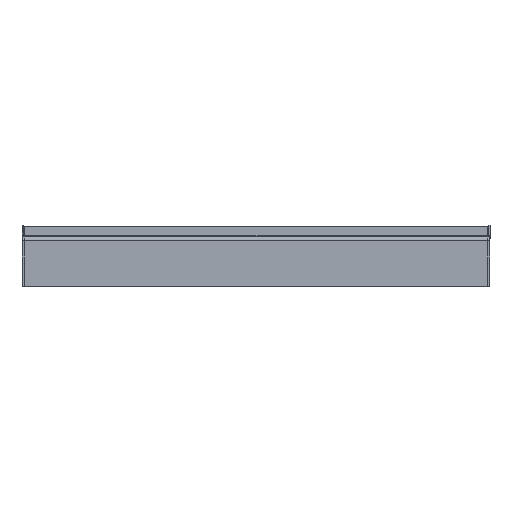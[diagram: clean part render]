
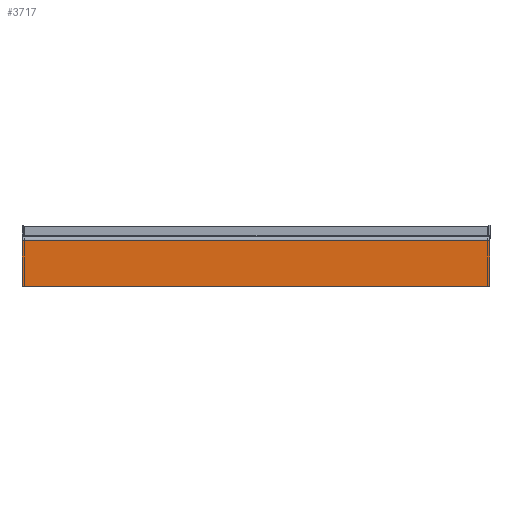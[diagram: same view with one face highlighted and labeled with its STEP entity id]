
A CAD part, top view. The second image highlights one B-rep face of the part: STEP entity #3717.
In plain terms, the highlighted planar face has unit normal (0, 0, 1).
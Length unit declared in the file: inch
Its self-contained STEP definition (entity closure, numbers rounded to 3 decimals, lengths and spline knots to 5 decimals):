
#78 = VECTOR ( 'NONE', #4013, 39.37008 ) ;
#349 = VECTOR ( 'NONE', #4990, 39.37008 ) ;
#703 = DIRECTION ( 'NONE',  ( 0., 0., 1. ) ) ;
#742 = EDGE_CURVE ( 'NONE', #874, #9481, #6418, .T. ) ;
#825 = ORIENTED_EDGE ( 'NONE', *, *, #6541, .T. ) ;
#874 = VERTEX_POINT ( 'NONE', #8618 ) ;
#975 = ORIENTED_EDGE ( 'NONE', *, *, #3650, .T. ) ;
#1237 = CARTESIAN_POINT ( 'NONE',  ( 20.96651, 0., 17. ) ) ;
#1357 = CARTESIAN_POINT ( 'NONE',  ( -20.96651, 0., 17. ) ) ;
#1767 = CARTESIAN_POINT ( 'NONE',  ( 20.875, -0.375, 17. ) ) ;
#2013 = ORIENTED_EDGE ( 'NONE', *, *, #742, .T. ) ;
#2130 = CARTESIAN_POINT ( 'NONE',  ( -20.96651, -4.5, 17. ) ) ;
#2541 = AXIS2_PLACEMENT_3D ( 'NONE', #3531, #703, #5021 ) ;
#2909 = VERTEX_POINT ( 'NONE', #5871 ) ;
#3477 = VECTOR ( 'NONE', #8723, 39.37008 ) ;
#3531 = CARTESIAN_POINT ( 'NONE',  ( 0., 0., 17. ) ) ;
#3650 = EDGE_CURVE ( 'NONE', #8779, #2909, #7621, .T. ) ;
#3717 = ADVANCED_FACE ( 'NONE', ( #7896 ), #9288, .T. ) ;
#4013 = DIRECTION ( 'NONE',  ( 0., 1., 0. ) ) ;
#4685 = DIRECTION ( 'NONE',  ( 1., 0., 0. ) ) ;
#4990 = DIRECTION ( 'NONE',  ( 0., -1., 0. ) ) ;
#5021 = DIRECTION ( 'NONE',  ( 1., 0., 0. ) ) ;
#5444 = LINE ( 'NONE', #1767, #8519 ) ;
#5871 = CARTESIAN_POINT ( 'NONE',  ( 20.96651, -0.375, 17. ) ) ;
#5940 = LINE ( 'NONE', #8872, #3477 ) ;
#6298 = EDGE_CURVE ( 'NONE', #874, #2909, #5444, .T. ) ;
#6401 = EDGE_LOOP ( 'NONE', ( #8308, #2013, #825, #975 ) ) ;
#6418 = LINE ( 'NONE', #1357, #349 ) ;
#6541 = EDGE_CURVE ( 'NONE', #9481, #8779, #5940, .T. ) ;
#7621 = LINE ( 'NONE', #1237, #78 ) ;
#7787 = CARTESIAN_POINT ( 'NONE',  ( 20.96651, -4.5, 17. ) ) ;
#7896 = FACE_OUTER_BOUND ( 'NONE', #6401, .T. ) ;
#8308 = ORIENTED_EDGE ( 'NONE', *, *, #6298, .F. ) ;
#8519 = VECTOR ( 'NONE', #4685, 39.37008 ) ;
#8618 = CARTESIAN_POINT ( 'NONE',  ( -20.96651, -0.375, 17. ) ) ;
#8723 = DIRECTION ( 'NONE',  ( 1., 0., 0. ) ) ;
#8779 = VERTEX_POINT ( 'NONE', #7787 ) ;
#8872 = CARTESIAN_POINT ( 'NONE',  ( 0., -4.5, 17. ) ) ;
#9288 = PLANE ( 'NONE',  #2541 ) ;
#9481 = VERTEX_POINT ( 'NONE', #2130 ) ;
